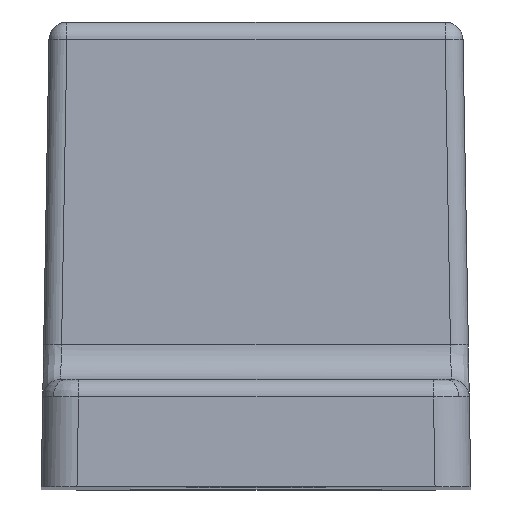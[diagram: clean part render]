
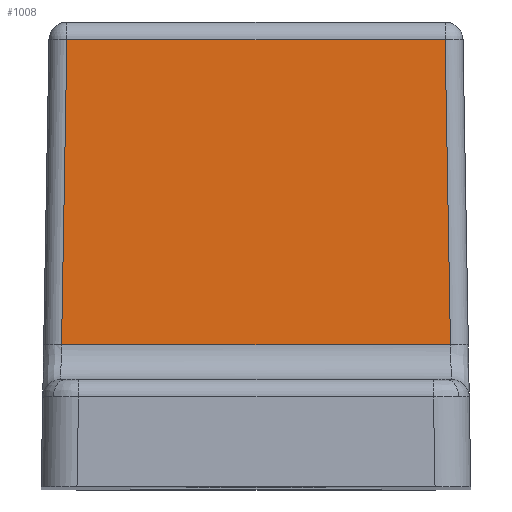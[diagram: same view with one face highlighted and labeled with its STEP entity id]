
A CAD part, top view. The second image highlights one B-rep face of the part: STEP entity #1008.
In plain terms, the highlighted planar face has unit normal (0, 0.018, 1).
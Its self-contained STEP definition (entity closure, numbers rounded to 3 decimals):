
#98 = DIRECTION ( 'NONE',  ( -0.017, -1., 0.017 ) ) ;
#108 = ORIENTED_EDGE ( 'NONE', *, *, #961, .T. ) ;
#113 = VERTEX_POINT ( 'NONE', #184 ) ;
#184 = CARTESIAN_POINT ( 'NONE',  ( 5.282, 12.509, 15.532 ) ) ;
#224 = ORIENTED_EDGE ( 'NONE', *, *, #962, .T. ) ;
#244 = CARTESIAN_POINT ( 'NONE',  ( -5.431, 3.983, 15.68 ) ) ;
#251 = CARTESIAN_POINT ( 'NONE',  ( 5.431, 3.983, 15.68 ) ) ;
#253 = ORIENTED_EDGE ( 'NONE', *, *, #952, .T. ) ;
#300 = LINE ( 'NONE', #809, #1636 ) ;
#335 = LINE ( 'NONE', #479, #1702 ) ;
#387 = EDGE_LOOP ( 'NONE', ( #224, #253, #524, #108 ) ) ;
#396 = VERTEX_POINT ( 'NONE', #734 ) ;
#446 = DIRECTION ( 'NONE',  ( -0.017, 1., -0.017 ) ) ;
#479 = CARTESIAN_POINT ( 'NONE',  ( -5.5, -0.009, 15.75 ) ) ;
#515 = VERTEX_POINT ( 'NONE', #251 ) ;
#524 = ORIENTED_EDGE ( 'NONE', *, *, #1078, .T. ) ;
#544 = DIRECTION ( 'NONE',  ( 1., 0., 0. ) ) ;
#575 = CARTESIAN_POINT ( 'NONE',  ( 5.948, 3.983, 15.68 ) ) ;
#734 = CARTESIAN_POINT ( 'NONE',  ( -5.282, 12.509, 15.532 ) ) ;
#748 = LINE ( 'NONE', #575, #1786 ) ;
#809 = CARTESIAN_POINT ( 'NONE',  ( 5.497, 0.201, 15.746 ) ) ;
#853 = VERTEX_POINT ( 'NONE', #244 ) ;
#952 = EDGE_CURVE ( 'NONE', #515, #113, #300, .T. ) ;
#961 = EDGE_CURVE ( 'NONE', #396, #853, #335, .T. ) ;
#962 = EDGE_CURVE ( 'NONE', #853, #515, #748, .T. ) ;
#1008 = ADVANCED_FACE ( 'NONE', ( #1631 ), #1129, .T. ) ;
#1078 = EDGE_CURVE ( 'NONE', #113, #396, #1216, .T. ) ;
#1115 = DIRECTION ( 'NONE',  ( 0., -1., 0.017 ) ) ;
#1128 = DIRECTION ( 'NONE',  ( 0., 0.017, 1. ) ) ;
#1129 = PLANE ( 'NONE',  #1689 ) ;
#1214 = CARTESIAN_POINT ( 'NONE',  ( -6., 12.509, 15.532 ) ) ;
#1216 = LINE ( 'NONE', #1214, #1745 ) ;
#1258 = DIRECTION ( 'NONE',  ( -1., 0., 0. ) ) ;
#1400 = CARTESIAN_POINT ( 'NONE',  ( -6., 0., 15.75 ) ) ;
#1631 = FACE_OUTER_BOUND ( 'NONE', #387, .T. ) ;
#1636 = VECTOR ( 'NONE', #446, 1000. ) ;
#1689 = AXIS2_PLACEMENT_3D ( 'NONE', #1400, #1128, #1115 ) ;
#1702 = VECTOR ( 'NONE', #98, 1000. ) ;
#1745 = VECTOR ( 'NONE', #1258, 1000. ) ;
#1786 = VECTOR ( 'NONE', #544, 1000. ) ;
